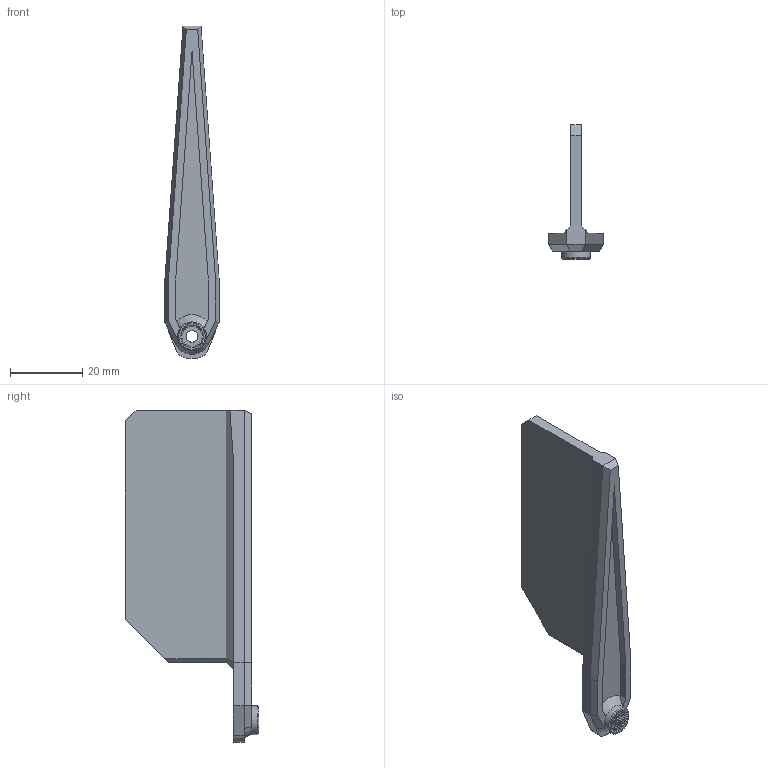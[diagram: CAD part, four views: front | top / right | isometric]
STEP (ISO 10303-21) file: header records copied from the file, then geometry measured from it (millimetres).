
FILE_DESCRIPTION(/* description */ (''),/* implementation_level */ '2;1');
FILE_NAME(/* name */ 'Fin v10.step',/* time_stamp */ '2025-05-10T13:55:29+02:00',/* author */ (''),/* organization */ (''),/* preprocessor_version */ 'ST-DEVELOPER v20.1',/* originating_system */ 'Autodesk Translation Framework v14.4.0.0',/* authorisation */ '');
FILE_SCHEMA (('AUTOMOTIVE_DESIGN { 1 0 10303 214 3 1 1 }'));
Length unit declared in the file: millimetre
Products named in the file (1): Fin
Bounding box: 15 x 37 x 92 mm (x, y, z)
Volume: 10218.8 mm3; surface area: 7289.3 mm2
Topology: 1 solids, 1 shells, 198 faces, 496 edges, 301 vertices
Faces by surface type: plane 140, cone 29, cylinder 29
Full cylindrical faces by diameter (mm): 3.2 x1, 8 x1
Entity records: 5769 total; most frequent: CARTESIAN_POINT 1125, ORIENTED_EDGE 992, DIRECTION 908, EDGE_CURVE 496, LINE 378, VECTOR 378, VERTEX_POINT 301, AXIS2_PLACEMENT_3D 265
